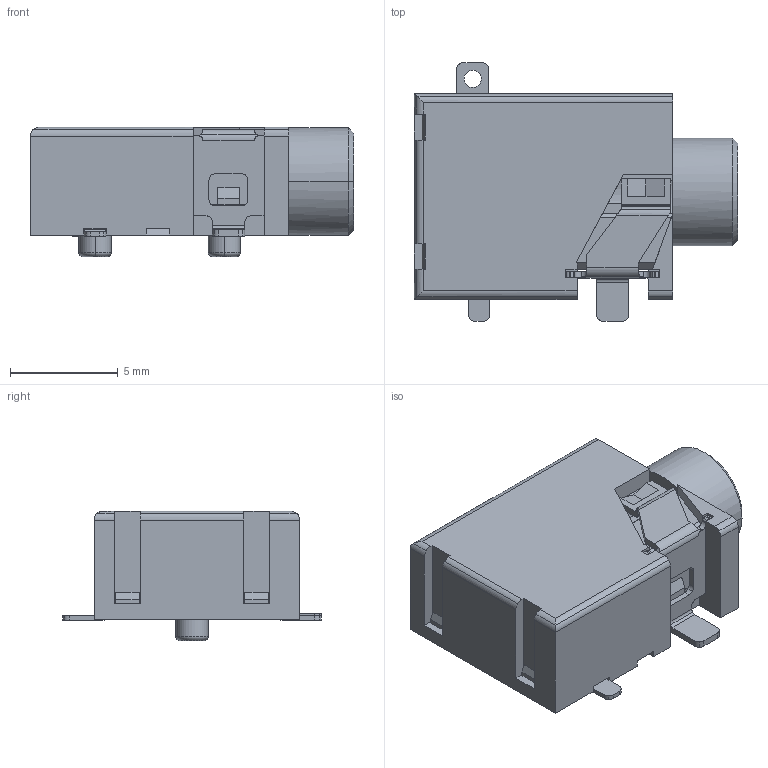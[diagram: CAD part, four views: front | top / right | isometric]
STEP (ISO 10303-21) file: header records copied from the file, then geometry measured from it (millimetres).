
FILE_DESCRIPTION (( 'STEP AP214' ), '1' );
FILE_NAME ('CUI_DEVICES_SJ1-3513-SMT-TR.step', '2019-10-20T22:33:49', ( '' ), ( '' ), 'SwSTEP 2.0', 'SolidWorks 2019', '' );
FILE_SCHEMA (( 'AUTOMOTIVE_DESIGN' ));
Length unit declared in the file: inch
Products named in the file (1): CUI_DEVICES_SJ1-3513-SMT-TR
Bounding box: 15 x 12 x 6 mm (x, y, z)
Volume: 461.3 mm3; surface area: 853 mm2
Topology: 1 solids, 5 shells, 408 faces, 1185 edges, 777 vertices
Faces by surface type: plane 292, cylinder 108, cone 4, torus 4
Entity records: 15367 total; most frequent: CARTESIAN_POINT 2645, ORIENTED_EDGE 2370, DIRECTION 2164, EDGE_CURVE 1185, VECTOR 908, LINE 908, VERTEX_POINT 777, AXIS2_PLACEMENT_3D 628
